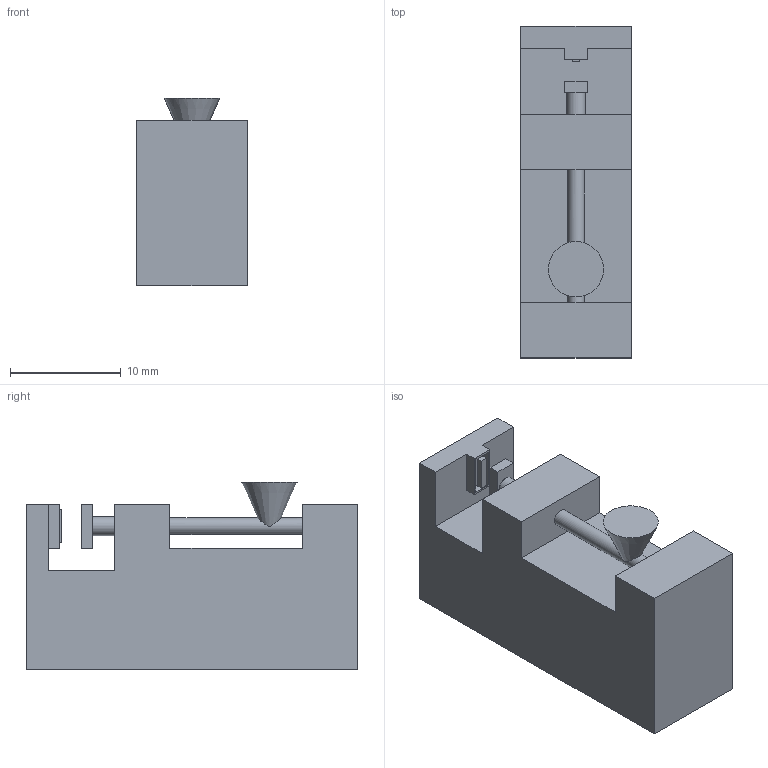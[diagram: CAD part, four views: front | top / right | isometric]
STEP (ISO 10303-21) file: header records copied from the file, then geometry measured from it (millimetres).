
FILE_DESCRIPTION(/* description */ (''),/* implementation_level */ '2;1');
FILE_NAME(/* name */ 'Inyeccion.step',/* time_stamp */ '2022-06-26T09:50:16-05:00',/* author */ (''),/* organization */ (''),/* preprocessor_version */ 'ST-DEVELOPER v19',/* originating_system */ 'Autodesk Translation Framework v11.7.0.108',/* authorisation */ '');
FILE_SCHEMA (('AUTOMOTIVE_DESIGN { 1 0 10303 214 3 1 1 }'));
Length unit declared in the file: millimetre
Products named in the file (4): Inyeccion; Molde_Inyec; Repozabrazos; Inyeccion_1
Assembly tree (3 placements, depth 2):
  Inyeccion
    Molde_Inyec
    Repozabrazos
    Inyeccion_1
Bounding box: 10 x 30 x 17 mm (x, y, z)
Volume: 3729.6 mm3; surface area: 2035 mm2
Topology: 3 solids, 3 shells, 49 faces, 113 edges, 75 vertices
Faces by surface type: plane 44, cylinder 4, cone 1
Full cylindrical faces by diameter (mm): 1.5 x3, 1.7 x1
Entity records: 1551 total; most frequent: CARTESIAN_POINT 295, DIRECTION 234, ORIENTED_EDGE 226, EDGE_CURVE 113, LINE 102, VECTOR 102, VERTEX_POINT 75, AXIS2_PLACEMENT_3D 66
